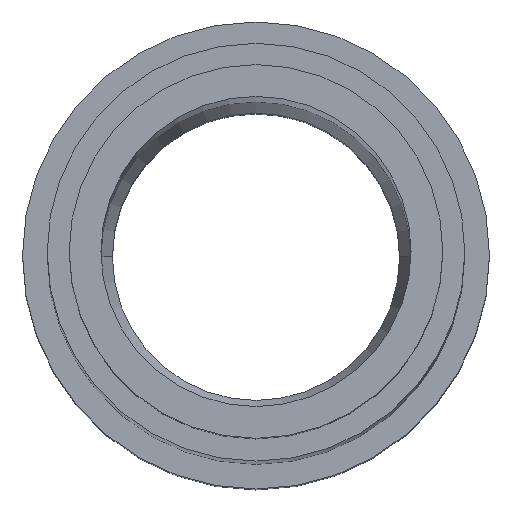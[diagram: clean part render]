
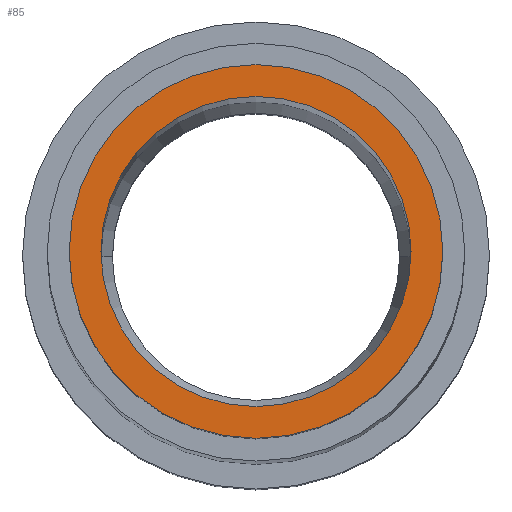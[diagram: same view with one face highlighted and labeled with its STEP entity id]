
A CAD part, top view. The second image highlights one B-rep face of the part: STEP entity #85.
In plain terms, the highlighted planar face has unit normal (0, 0, 1).
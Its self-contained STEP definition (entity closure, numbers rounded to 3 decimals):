
#12 = CARTESIAN_POINT ( 'NONE',  ( 17.6, 0., 0. ) ) ;
#53 = CIRCLE ( 'NONE', #393, 17.6 ) ;
#58 = VERTEX_POINT ( 'NONE', #341 ) ;
#72 = DIRECTION ( 'NONE',  ( 1., 0., 0. ) ) ;
#83 = DIRECTION ( 'NONE',  ( 1., 0., 0. ) ) ;
#85 = ADVANCED_FACE ( 'NONE', ( #201, #390 ), #580, .F. ) ;
#127 = EDGE_LOOP ( 'NONE', ( #517, #450 ) ) ;
#136 = DIRECTION ( 'NONE',  ( 1., 0., 0. ) ) ;
#159 = CARTESIAN_POINT ( 'NONE',  ( 0., 21.2, 0. ) ) ;
#160 = DIRECTION ( 'NONE',  ( 1., 0., 0. ) ) ;
#165 = EDGE_CURVE ( 'NONE', #58, #228, #233, .T. ) ;
#194 = CIRCLE ( 'NONE', #540, 21.2 ) ;
#201 = FACE_BOUND ( 'NONE', #277, .T. ) ;
#214 = CARTESIAN_POINT ( 'NONE',  ( -21.2, 0., 0. ) ) ;
#228 = VERTEX_POINT ( 'NONE', #214 ) ;
#230 = CARTESIAN_POINT ( 'NONE',  ( -17.6, 0., 0. ) ) ;
#233 = CIRCLE ( 'NONE', #578, 21.2 ) ;
#269 = EDGE_CURVE ( 'NONE', #459, #369, #602, .T. ) ;
#277 = EDGE_LOOP ( 'NONE', ( #543, #324 ) ) ;
#292 = AXIS2_PLACEMENT_3D ( 'NONE', #159, #345, #533 ) ;
#304 = CARTESIAN_POINT ( 'NONE',  ( 0., 0., 0. ) ) ;
#314 = EDGE_CURVE ( 'NONE', #228, #58, #194, .T. ) ;
#315 = CARTESIAN_POINT ( 'NONE',  ( 0., 0., 0. ) ) ;
#324 = ORIENTED_EDGE ( 'NONE', *, *, #530, .F. ) ;
#332 = AXIS2_PLACEMENT_3D ( 'NONE', #315, #505, #83 ) ;
#341 = CARTESIAN_POINT ( 'NONE',  ( 21.2, 0., 0. ) ) ;
#345 = DIRECTION ( 'NONE',  ( 0., 0., -1. ) ) ;
#367 = CARTESIAN_POINT ( 'NONE',  ( 0., 0., 0. ) ) ;
#369 = VERTEX_POINT ( 'NONE', #230 ) ;
#390 = FACE_OUTER_BOUND ( 'NONE', #127, .T. ) ;
#391 = CARTESIAN_POINT ( 'NONE',  ( 0., 0., 0. ) ) ;
#393 = AXIS2_PLACEMENT_3D ( 'NONE', #391, #581, #160 ) ;
#450 = ORIENTED_EDGE ( 'NONE', *, *, #314, .T. ) ;
#459 = VERTEX_POINT ( 'NONE', #12 ) ;
#496 = DIRECTION ( 'NONE',  ( 0., 0., 1. ) ) ;
#505 = DIRECTION ( 'NONE',  ( 0., 0., 1. ) ) ;
#517 = ORIENTED_EDGE ( 'NONE', *, *, #165, .T. ) ;
#530 = EDGE_CURVE ( 'NONE', #369, #459, #53, .T. ) ;
#533 = DIRECTION ( 'NONE',  ( -1., 0., 0. ) ) ;
#540 = AXIS2_PLACEMENT_3D ( 'NONE', #367, #556, #136 ) ;
#543 = ORIENTED_EDGE ( 'NONE', *, *, #269, .F. ) ;
#556 = DIRECTION ( 'NONE',  ( 0., 0., 1. ) ) ;
#578 = AXIS2_PLACEMENT_3D ( 'NONE', #304, #496, #72 ) ;
#580 = PLANE ( 'NONE',  #292 ) ;
#581 = DIRECTION ( 'NONE',  ( 0., 0., 1. ) ) ;
#602 = CIRCLE ( 'NONE', #332, 17.6 ) ;
